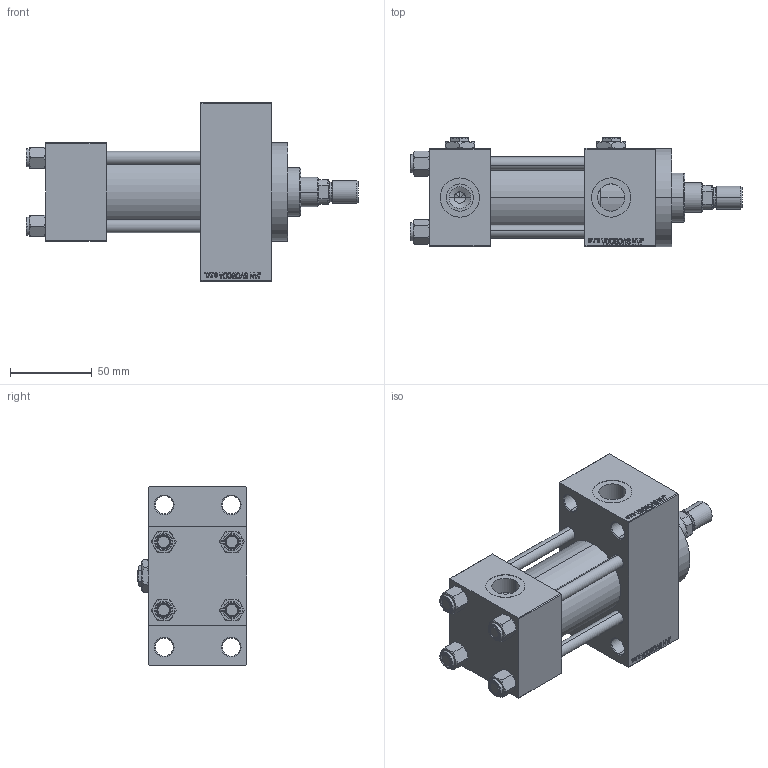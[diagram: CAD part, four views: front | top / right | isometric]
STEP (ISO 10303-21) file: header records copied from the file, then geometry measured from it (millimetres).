
FILE_DESCRIPTION (( 'STEP AP203' ), '1' );
FILE_NAME ('05bf.STEP', '2025-04-25T08:30:05', ( '' ), ( '' ), 'SwSTEP 2.0', 'SolidWorks 2019', '' );
FILE_SCHEMA (( 'CONFIG_CONTROL_DESIGN' ));
Length unit declared in the file: millimetre
Products named in the file (8): 05bf; V215CR_D_Body d2d7b0b09fc98e5066a8b198bec897bc; V215CR_VCP_D d2d7b0b09fc98e5066a8b198bec897bc; V215_VC_A d2d7b0b09fc98e5066a8b198bec897bc; ROD_END_AH d2d7b0b09fc98e5066a8b198bec897bc; NUT_M5_D d2d7b0b09fc98e5066a8b198bec897bc; Zatka_pro_OIL_PORT d2d7b0b09fc98e5066a8b198bec897bc; V215CR_D_TYCINKA d2d7b0b09fc98e5066a8b198bec897bc
Assembly tree (14 placements, depth 2):
  05bf
    V215CR_D_Body d2d7b0b09fc98e5066a8b198bec897bc
    V215CR_VCP_D d2d7b0b09fc98e5066a8b198bec897bc
    NUT_M5_D d2d7b0b09fc98e5066a8b198bec897bc  x4
    V215CR_D_TYCINKA d2d7b0b09fc98e5066a8b198bec897bc  x4
    V215_VC_A d2d7b0b09fc98e5066a8b198bec897bc
    ROD_END_AH d2d7b0b09fc98e5066a8b198bec897bc
    Zatka_pro_OIL_PORT d2d7b0b09fc98e5066a8b198bec897bc  x2
Bounding box: 203 x 67 x 109 mm (x, y, z)
Volume: 513009.5 mm3; surface area: 126317.9 mm2
Topology: 14 solids, 14 shells, 1219 faces, 3016 edges, 1942 vertices
Faces by surface type: plane 550, bspline 368, cone 188, cylinder 103, torus 10
Entity records: 49771 total; most frequent: CARTESIAN_POINT 25764, ORIENTED_EDGE 5332, DIRECTION 3528, EDGE_CURVE 2666, VERTEX_POINT 1740, LINE 1562, VECTOR 1562, EDGE_LOOP 1196
